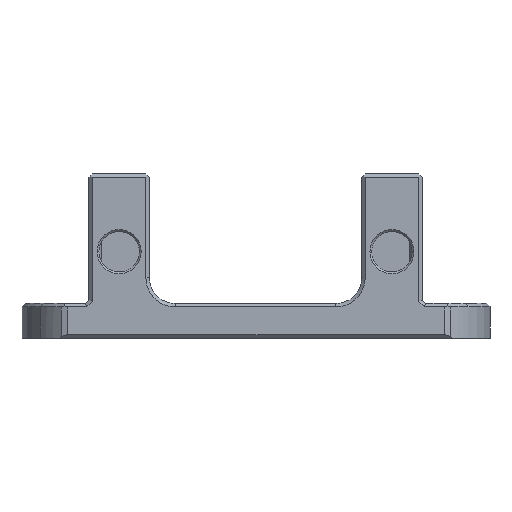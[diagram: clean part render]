
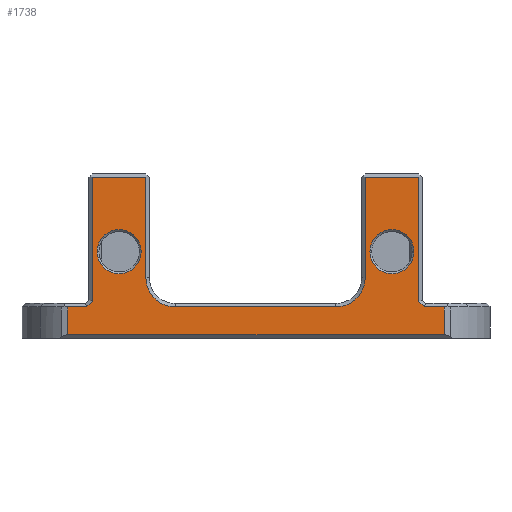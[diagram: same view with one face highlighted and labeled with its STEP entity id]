
A CAD part, front view. The second image highlights one B-rep face of the part: STEP entity #1738.
In plain terms, the highlighted planar face has unit normal (0, -1, 0).
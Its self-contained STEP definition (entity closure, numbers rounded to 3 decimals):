
#30=FACE_BOUND('',#626,.T.);
#31=FACE_BOUND('',#627,.T.);
#53=PLANE('',#1873);
#149=LINE('',#2787,#334);
#155=LINE('',#2799,#340);
#158=LINE('',#2805,#343);
#159=LINE('',#2809,#344);
#160=LINE('',#2813,#345);
#161=LINE('',#2815,#346);
#162=LINE('',#2817,#347);
#163=LINE('',#2819,#348);
#164=LINE('',#2821,#349);
#165=LINE('',#2823,#350);
#166=LINE('',#2825,#351);
#167=LINE('',#2827,#352);
#168=LINE('',#2829,#353);
#169=LINE('',#2830,#354);
#334=VECTOR('',#2053,10.);
#340=VECTOR('',#2063,10.);
#343=VECTOR('',#2068,10.);
#344=VECTOR('',#2071,10.);
#345=VECTOR('',#2074,10.);
#346=VECTOR('',#2075,10.);
#347=VECTOR('',#2076,10.);
#348=VECTOR('',#2077,10.);
#349=VECTOR('',#2078,10.);
#350=VECTOR('',#2079,10.);
#351=VECTOR('',#2080,10.);
#352=VECTOR('',#2081,10.);
#353=VECTOR('',#2082,10.);
#354=VECTOR('',#2083,10.);
#519=FACE_OUTER_BOUND('',#625,.T.);
#625=EDGE_LOOP('',(#1258,#1259,#1260,#1261,#1262,#1263,#1264,#1265,#1266,
#1267,#1268,#1269,#1270,#1271,#1272,#1273));
#626=EDGE_LOOP('',(#1274));
#627=EDGE_LOOP('',(#1275));
#752=CIRCLE('',#1874,3.4);
#753=CIRCLE('',#1875,3.4);
#754=CIRCLE('',#1876,2.55);
#755=CIRCLE('',#1877,2.55);
#814=VERTEX_POINT('',#2784);
#815=VERTEX_POINT('',#2786);
#819=VERTEX_POINT('',#2798);
#821=VERTEX_POINT('',#2804);
#822=VERTEX_POINT('',#2806);
#823=VERTEX_POINT('',#2808);
#824=VERTEX_POINT('',#2810);
#825=VERTEX_POINT('',#2812);
#826=VERTEX_POINT('',#2814);
#827=VERTEX_POINT('',#2816);
#828=VERTEX_POINT('',#2818);
#829=VERTEX_POINT('',#2820);
#830=VERTEX_POINT('',#2822);
#831=VERTEX_POINT('',#2824);
#832=VERTEX_POINT('',#2826);
#833=VERTEX_POINT('',#2828);
#834=VERTEX_POINT('',#2831);
#835=VERTEX_POINT('',#2833);
#978=EDGE_CURVE('',#814,#815,#149,.T.);
#984=EDGE_CURVE('',#815,#819,#155,.T.);
#987=EDGE_CURVE('',#821,#814,#158,.T.);
#988=EDGE_CURVE('',#822,#821,#752,.T.);
#989=EDGE_CURVE('',#823,#822,#159,.T.);
#990=EDGE_CURVE('',#824,#823,#753,.T.);
#991=EDGE_CURVE('',#825,#824,#160,.T.);
#992=EDGE_CURVE('',#826,#825,#161,.T.);
#993=EDGE_CURVE('',#827,#826,#162,.T.);
#994=EDGE_CURVE('',#828,#827,#163,.T.);
#995=EDGE_CURVE('',#829,#828,#164,.T.);
#996=EDGE_CURVE('',#830,#829,#165,.T.);
#997=EDGE_CURVE('',#831,#830,#166,.T.);
#998=EDGE_CURVE('',#832,#831,#167,.T.);
#999=EDGE_CURVE('',#833,#832,#168,.T.);
#1000=EDGE_CURVE('',#819,#833,#169,.T.);
#1001=EDGE_CURVE('',#834,#834,#754,.T.);
#1002=EDGE_CURVE('',#835,#835,#755,.T.);
#1258=ORIENTED_EDGE('',*,*,#978,.F.);
#1259=ORIENTED_EDGE('',*,*,#987,.F.);
#1260=ORIENTED_EDGE('',*,*,#988,.F.);
#1261=ORIENTED_EDGE('',*,*,#989,.F.);
#1262=ORIENTED_EDGE('',*,*,#990,.F.);
#1263=ORIENTED_EDGE('',*,*,#991,.F.);
#1264=ORIENTED_EDGE('',*,*,#992,.F.);
#1265=ORIENTED_EDGE('',*,*,#993,.F.);
#1266=ORIENTED_EDGE('',*,*,#994,.F.);
#1267=ORIENTED_EDGE('',*,*,#995,.F.);
#1268=ORIENTED_EDGE('',*,*,#996,.F.);
#1269=ORIENTED_EDGE('',*,*,#997,.F.);
#1270=ORIENTED_EDGE('',*,*,#998,.F.);
#1271=ORIENTED_EDGE('',*,*,#999,.F.);
#1272=ORIENTED_EDGE('',*,*,#1000,.F.);
#1273=ORIENTED_EDGE('',*,*,#984,.F.);
#1274=ORIENTED_EDGE('',*,*,#1001,.F.);
#1275=ORIENTED_EDGE('',*,*,#1002,.F.);
#1738=ADVANCED_FACE('',(#519,#30,#31),#53,.T.);
#1873=AXIS2_PLACEMENT_3D('',#2803,#2066,#2067);
#1874=AXIS2_PLACEMENT_3D('',#2807,#2069,#2070);
#1875=AXIS2_PLACEMENT_3D('',#2811,#2072,#2073);
#1876=AXIS2_PLACEMENT_3D('',#2832,#2084,#2085);
#1877=AXIS2_PLACEMENT_3D('',#2834,#2086,#2087);
#2053=DIRECTION('',(1.,0.,0.));
#2063=DIRECTION('',(0.,0.,-1.));
#2066=DIRECTION('center_axis',(0.,-1.,0.));
#2067=DIRECTION('ref_axis',(1.,0.,0.));
#2068=DIRECTION('',(0.,0.,1.));
#2069=DIRECTION('center_axis',(0.,-1.,0.));
#2070=DIRECTION('ref_axis',(0.707,0.,-0.707));
#2071=DIRECTION('',(1.,0.,0.));
#2072=DIRECTION('center_axis',(0.,-1.,0.));
#2073=DIRECTION('ref_axis',(-0.707,0.,-0.707));
#2074=DIRECTION('',(0.,0.,-1.));
#2075=DIRECTION('',(1.,0.,0.));
#2076=DIRECTION('',(0.,0.,1.));
#2077=DIRECTION('',(0.707,0.,0.707));
#2078=DIRECTION('',(1.,0.,0.));
#2079=DIRECTION('',(0.,0.,1.));
#2080=DIRECTION('',(-1.,0.,0.));
#2081=DIRECTION('',(0.,0.,-1.));
#2082=DIRECTION('',(1.,0.,0.));
#2083=DIRECTION('',(0.707,0.,-0.707));
#2084=DIRECTION('center_axis',(0.,-1.,0.));
#2085=DIRECTION('ref_axis',(-1.,0.,0.));
#2086=DIRECTION('center_axis',(0.,-1.,0.));
#2087=DIRECTION('ref_axis',(-1.,0.,0.));
#2784=CARTESIAN_POINT('',(-6.355,-6.466,18.6));
#2786=CARTESIAN_POINT('',(-0.155,-6.466,18.6));
#2787=CARTESIAN_POINT('',(-22.23,-6.466,18.6));
#2798=CARTESIAN_POINT('',(-0.155,-6.466,4.234));
#2799=CARTESIAN_POINT('',(-0.155,-6.466,2.));
#2803=CARTESIAN_POINT('Origin',(-41.205,-6.466,0.));
#2804=CARTESIAN_POINT('',(-6.355,-6.466,7.));
#2805=CARTESIAN_POINT('',(-6.355,-6.466,2.));
#2806=CARTESIAN_POINT('',(-9.755,-6.466,3.6));
#2807=CARTESIAN_POINT('Origin',(-9.755,-6.466,7.));
#2808=CARTESIAN_POINT('',(-28.355,-6.466,3.6));
#2809=CARTESIAN_POINT('',(-30.103,-6.466,3.6));
#2810=CARTESIAN_POINT('',(-31.755,-6.466,7.));
#2811=CARTESIAN_POINT('Origin',(-28.355,-6.466,7.));
#2812=CARTESIAN_POINT('',(-31.755,-6.466,18.6));
#2813=CARTESIAN_POINT('',(-31.755,-6.466,2.));
#2814=CARTESIAN_POINT('',(-37.955,-6.466,18.6));
#2815=CARTESIAN_POINT('',(-38.03,-6.466,18.6));
#2816=CARTESIAN_POINT('',(-37.955,-6.466,4.234));
#2817=CARTESIAN_POINT('',(-37.955,-6.466,2.));
#2818=CARTESIAN_POINT('',(-38.589,-6.466,3.6));
#2819=CARTESIAN_POINT('',(-39.984,-6.466,2.204));
#2820=CARTESIAN_POINT('',(-40.805,-6.466,3.6));
#2821=CARTESIAN_POINT('',(-30.103,-6.466,3.6));
#2822=CARTESIAN_POINT('',(-40.805,-6.466,0.4));
#2823=CARTESIAN_POINT('',(-40.805,-6.466,0.));
#2824=CARTESIAN_POINT('',(2.805,-6.466,0.4));
#2825=CARTESIAN_POINT('',(-30.103,-6.466,0.4));
#2826=CARTESIAN_POINT('',(2.805,-6.466,3.6));
#2827=CARTESIAN_POINT('',(2.805,-6.466,0.));
#2828=CARTESIAN_POINT('',(0.48,-6.466,3.6));
#2829=CARTESIAN_POINT('',(-30.103,-6.466,3.6));
#2830=CARTESIAN_POINT('',(-9.2,-6.466,13.28));
#2831=CARTESIAN_POINT('',(-32.305,-6.466,10.));
#2832=CARTESIAN_POINT('Origin',(-34.855,-6.466,10.));
#2833=CARTESIAN_POINT('',(-0.705,-6.466,10.));
#2834=CARTESIAN_POINT('Origin',(-3.255,-6.466,10.));
